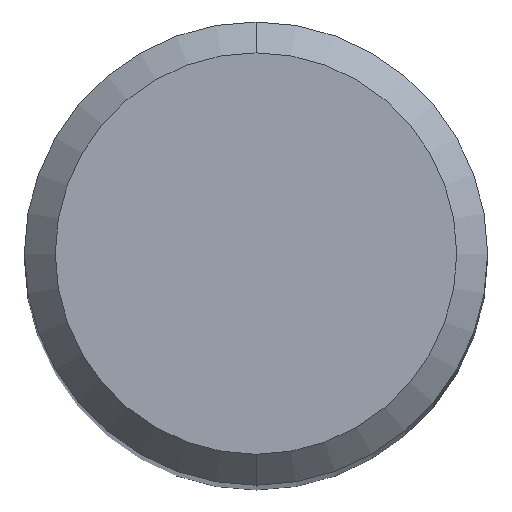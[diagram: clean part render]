
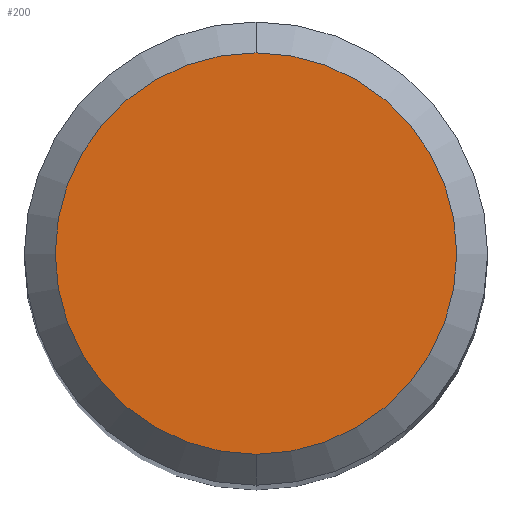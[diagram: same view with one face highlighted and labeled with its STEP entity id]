
A CAD part, top view. The second image highlights one B-rep face of the part: STEP entity #200.
In plain terms, the highlighted planar face has unit normal (0, 0, 1).
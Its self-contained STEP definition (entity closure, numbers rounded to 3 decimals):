
#198=EDGE_CURVE('',#406,#254,#493,.T.);
#200=ADVANCED_FACE('',(#495),#496,.T.);
#234=EDGE_CURVE('',#254,#406,#533,.T.);
#254=VERTEX_POINT('',#556);
#406=VERTEX_POINT('',#724);
#493=CIRCLE('',#842,2.6);
#495=FACE_OUTER_BOUND('',#844,.T.);
#496=PLANE('',#845);
#533=CIRCLE('',#914,2.6);
#556=CARTESIAN_POINT('',(0.,-2.6,0.0));
#724=CARTESIAN_POINT('',(0.0,2.6,0.0));
#842=AXIS2_PLACEMENT_3D('',#1414,#1415,#1416);
#844=EDGE_LOOP('',(#1418,#1419));
#845=AXIS2_PLACEMENT_3D('',#1420,#1421,#1422);
#914=AXIS2_PLACEMENT_3D('',#1459,#1460,#1461);
#1414=CARTESIAN_POINT('',(0.0,0.0,0.0));
#1415=DIRECTION('',(0.0,0.0,-1.0));
#1416=DIRECTION('',(0.0,1.0,0.0));
#1418=ORIENTED_EDGE('',*,*,#198,.F.);
#1419=ORIENTED_EDGE('',*,*,#234,.F.);
#1420=CARTESIAN_POINT('',(0.0,1.3,0.0));
#1421=DIRECTION('',(-0.0,0.0,1.0));
#1422=DIRECTION('',(0.0,-1.0,0.0));
#1459=CARTESIAN_POINT('',(0.0,0.0,0.0));
#1460=DIRECTION('',(0.0,0.0,-1.0));
#1461=DIRECTION('',(0.0,1.0,0.0));
